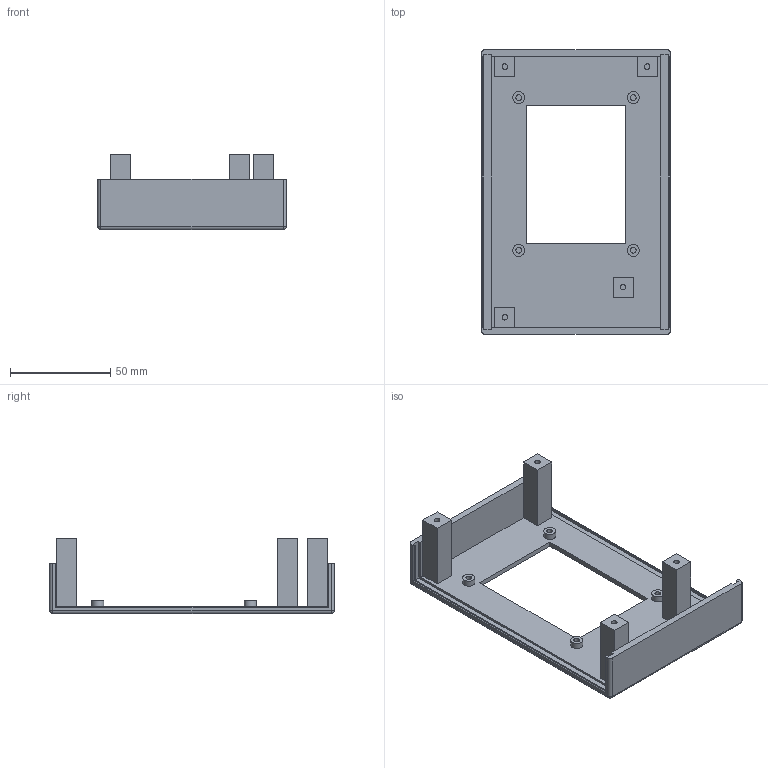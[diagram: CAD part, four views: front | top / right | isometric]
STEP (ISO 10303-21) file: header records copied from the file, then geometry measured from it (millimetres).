
FILE_DESCRIPTION(('FreeCAD Model'),'2;1');
FILE_NAME('Open CASCADE Shape Model','2025-03-31T15:39:43',('Author'),( ''),'Open CASCADE STEP processor 7.8','FreeCAD','Unknown');
FILE_SCHEMA(('AUTOMOTIVE_DESIGN { 1 0 10303 214 1 1 1 1 }'));
Length unit declared in the file: millimetre
Products named in the file (1): Case Lid
Bounding box: 94 x 142 x 37.5 mm (x, y, z)
Volume: 60014.6 mm3; surface area: 37937 mm2
Topology: 1 solids, 1 shells, 96 faces, 218 edges, 136 vertices
Faces by surface type: plane 66, cylinder 26, sphere 4
Full cylindrical faces by diameter (mm): 2.8 x8, 6 x4
Entity records: 2652 total; most frequent: DIRECTION 456, CARTESIAN_POINT 447, ORIENTED_EDGE 428, EDGE_CURVE 214, LINE 166, VECTOR 166, AXIS2_PLACEMENT_3D 145, VERTEX_POINT 136
